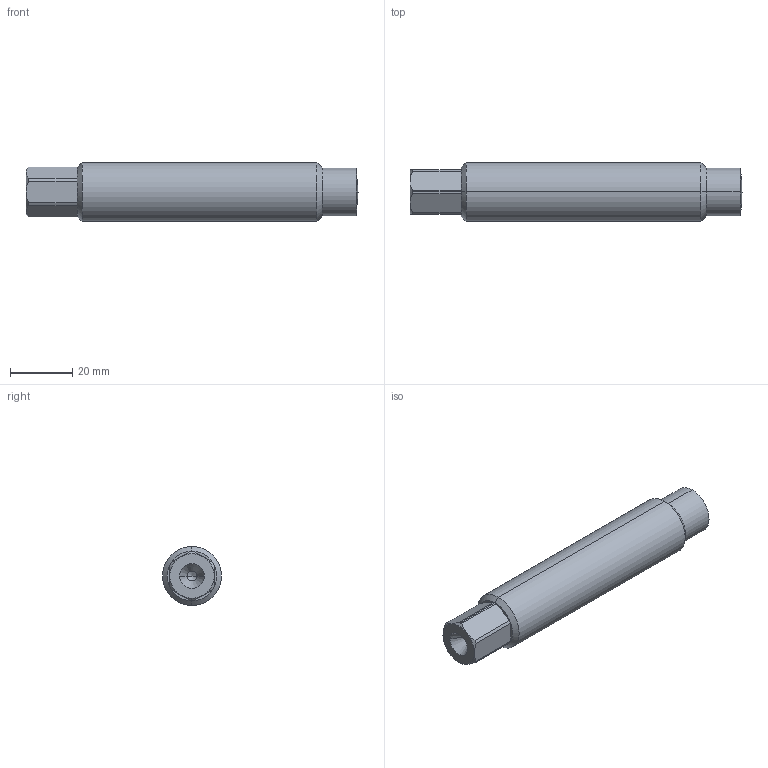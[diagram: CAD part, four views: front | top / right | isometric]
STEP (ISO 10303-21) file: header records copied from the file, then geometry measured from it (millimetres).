
FILE_DESCRIPTION (( 'STEP AP214' ), '1' );
FILE_NAME ('D1300228 aLIGO Pcal Tooling, Periscope Jack Screw.STEP', '2013-03-13T07:44:42', ( 'ligo' ), ( 'Microsoft' ), 'SwSTEP 2.0', 'SolidWorks 2013', '' );
FILE_SCHEMA (( 'AUTOMOTIVE_DESIGN' ));
Length unit declared in the file: inch
Products named in the file (1): D1300228 aLIGO Pcal Tooling, Periscope Jack Screw
Bounding box: 106.68 x 18.92 x 18.92 mm (x, y, z)
Volume: 26824.7 mm3; surface area: 6512 mm2
Topology: 1 solids, 1 shells, 43 faces, 95 edges, 53 vertices
Faces by surface type: cone 15, cylinder 13, plane 13, sphere 2
Entity records: 1250 total; most frequent: CARTESIAN_POINT 266, DIRECTION 216, ORIENTED_EDGE 186, EDGE_CURVE 93, AXIS2_PLACEMENT_3D 91, VERTEX_POINT 53, CIRCLE 47, EDGE_LOOP 44
